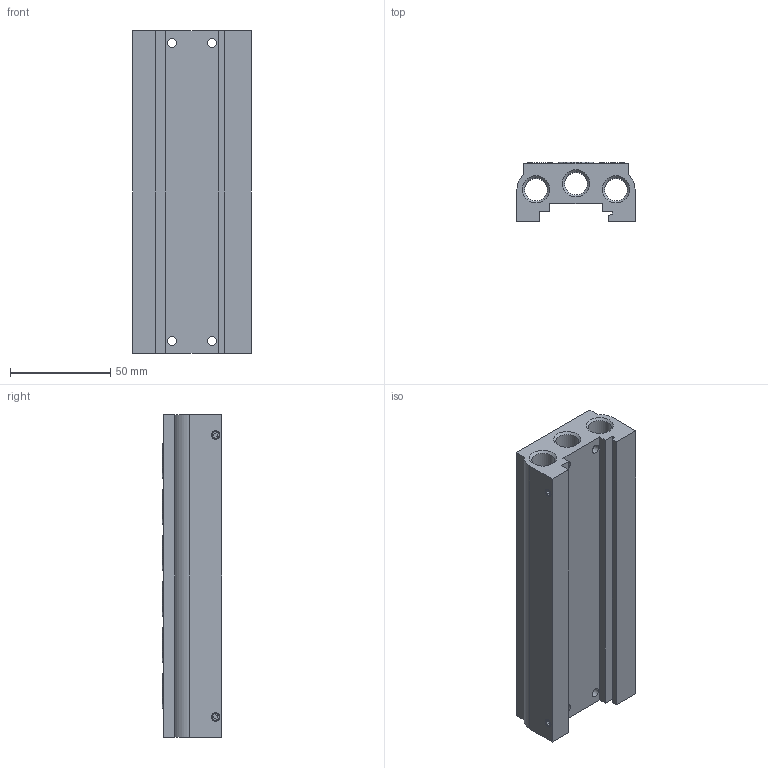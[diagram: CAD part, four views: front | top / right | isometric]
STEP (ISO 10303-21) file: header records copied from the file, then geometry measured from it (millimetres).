
FILE_DESCRIPTION(/* description */ ('Unknown'),/* implementation_level */ '2;1');
FILE_NAME(/* name */ '888.06',/* time_stamp */ '2018-09-06T09:49:05-04:00',/* author */ ('Unknown'),/* organization */ ('Unknown'),/* preprocessor_version */ 'ST-DEVELOPER v16.7',/* originating_system */ 'DEX',/* authorisation */ $);
FILE_SCHEMA (('AUTOMOTIVE_DESIGN {1 0 10303 214 3 1 1}'));
Length unit declared in the file: millimetre
Products named in the file (1): 888.06
Bounding box: 59 x 29.68 x 161 mm (x, y, z)
Volume: 167253.9 mm3; surface area: 55184 mm2
Topology: 1 solids, 1 shells, 248 faces, 550 edges, 341 vertices
Faces by surface type: cylinder 94, plane 67, cone 66, torus 21
Full cylindrical faces by diameter (mm): 2.459 x16, 3.242 x2, 4.5 x4, 6 x18, 7.25 x4, 10 x12, 11.44 x3, 11.445 x6, 13 x10, 13.94 x6, 17.5 x11
Entity records: 7315 total; most frequent: DIRECTION 1034, CARTESIAN_POINT 875, ORIENTED_EDGE 622, FACE_BOUND 512, EDGE_LOOP 478, AXIS2_PLACEMENT_3D 474, VERTEX_POINT 315, EDGE_CURVE 311
